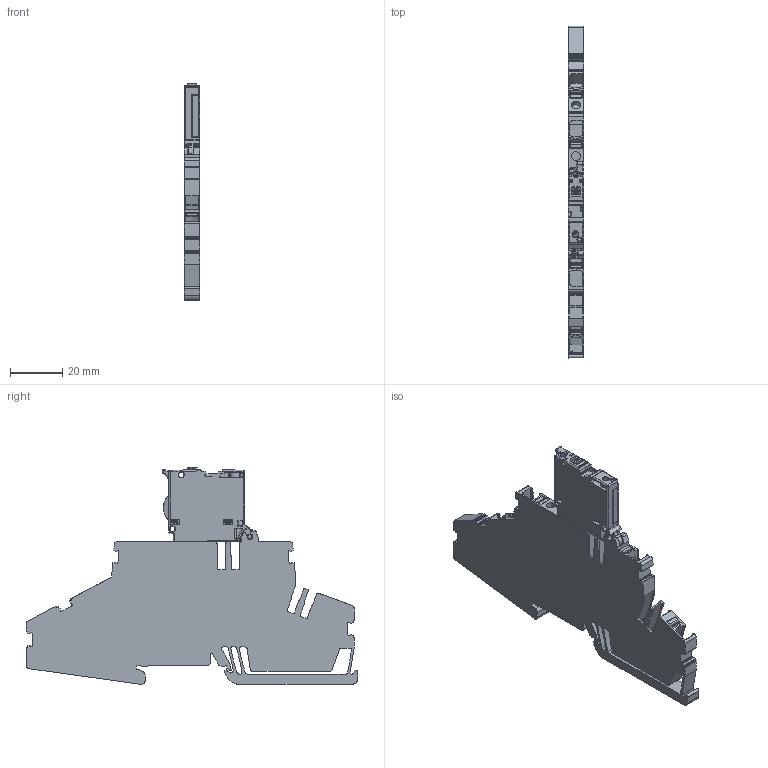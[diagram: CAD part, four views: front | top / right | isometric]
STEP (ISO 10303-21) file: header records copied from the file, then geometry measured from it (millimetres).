
FILE_DESCRIPTION(('CATIA V5 STEP Exchange','CAx-IF Rec.Pracs.--- Model Styling and Organization---1.5--- 2016-08-15','CAx-IF Rec.Pracs.---Supplemental Geometry---1.0---2011-11-01','CAx-IF Rec.Pracs.--- Composite Materials ---1.1---2010-07-15'),'2;1');
FILE_NAME ('1348498-1_0', '2025-09-19T12:41:16+00:00', ('none'), ('Weidmueller'), 'CATIA Version 5-6 Release 2024 SP4', 'CATIA V5 STEP AP214 v3', 'none');
FILE_SCHEMA(('AUTOMOTIVE_DESIGN { 1 0 10303 214 1 1 1 1 }'));
Products named in the file (1): 2817000000
Bounding box: 6.1 x 127.26 x 83.12 mm (x, y, z)
Volume: 31128.2 mm3; surface area: 22108.1 mm2
Topology: 8 solids, 8 shells, 2937 faces, 8282 edges, 5341 vertices
Faces by surface type: plane 1410, cylinder 1040, torus 154, cone 126, bspline 98, extrusion 67, sphere 42
Entity records: 99446 total; most frequent: CARTESIAN_POINT 29147, ORIENTED_EDGE 16480, DIRECTION 11380, EDGE_CURVE 8240, VERTEX_POINT 5340, VECTOR 5155, LINE 5088, AXIS2_PLACEMENT_3D 4042
